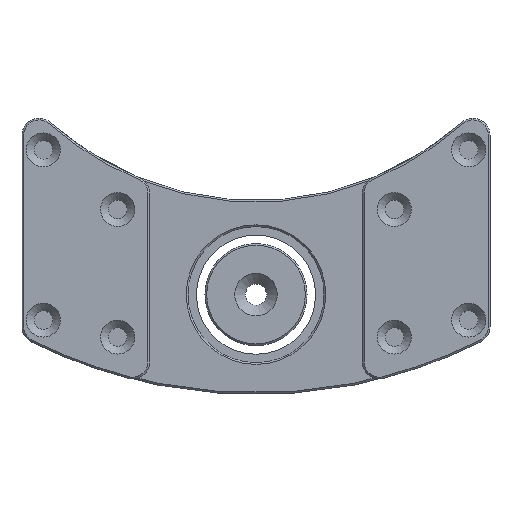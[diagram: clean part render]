
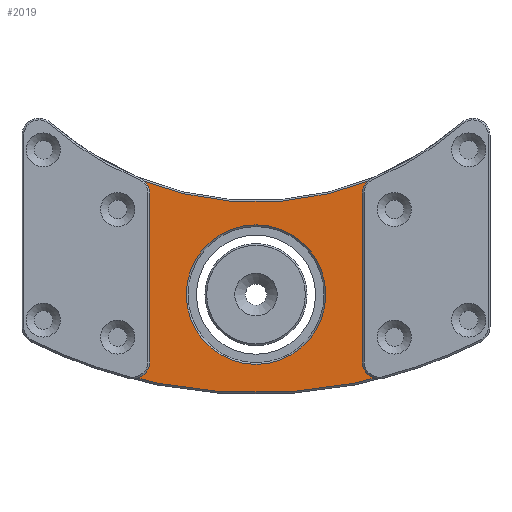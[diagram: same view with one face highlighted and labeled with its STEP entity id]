
A CAD part, top view. The second image highlights one B-rep face of the part: STEP entity #2019.
In plain terms, the highlighted planar face has unit normal (0, 0, 1).
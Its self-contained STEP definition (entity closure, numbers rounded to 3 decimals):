
#21=FACE_BOUND('',#566,.T.);
#22=FACE_BOUND('',#567,.T.);
#23=FACE_BOUND('',#568,.T.);
#24=FACE_BOUND('',#569,.T.);
#25=FACE_BOUND('',#570,.T.);
#26=FACE_BOUND('',#571,.T.);
#27=FACE_BOUND('',#572,.T.);
#28=FACE_BOUND('',#573,.T.);
#29=FACE_BOUND('',#574,.T.);
#51=PLANE('',#2178);
#91=LINE('',#3181,#236);
#92=LINE('',#3185,#237);
#93=LINE('',#3211,#238);
#94=LINE('',#3213,#239);
#95=LINE('',#3215,#240);
#96=LINE('',#3221,#241);
#97=LINE('',#3229,#242);
#98=LINE('',#3233,#243);
#236=VECTOR('',#2464,10.);
#237=VECTOR('',#2467,10.);
#238=VECTOR('',#2470,10.);
#239=VECTOR('',#2471,10.);
#240=VECTOR('',#2472,10.);
#241=VECTOR('',#2477,10.);
#242=VECTOR('',#2484,10.);
#243=VECTOR('',#2489,10.);
#426=FACE_OUTER_BOUND('',#565,.T.);
#565=EDGE_LOOP('',(#1373,#1374,#1375,#1376,#1377,#1378,#1379,#1380,#1381,
#1382,#1383,#1384,#1385,#1386,#1387,#1388));
#566=EDGE_LOOP('',(#1389));
#567=EDGE_LOOP('',(#1390));
#568=EDGE_LOOP('',(#1391));
#569=EDGE_LOOP('',(#1392));
#570=EDGE_LOOP('',(#1393));
#571=EDGE_LOOP('',(#1394));
#572=EDGE_LOOP('',(#1395));
#573=EDGE_LOOP('',(#1396));
#574=EDGE_LOOP('',(#1397));
#733=CIRCLE('',#2175,73.3);
#735=CIRCLE('',#2179,73.3);
#736=CIRCLE('',#2180,3.6);
#737=CIRCLE('',#2181,3.6);
#738=CIRCLE('',#2182,118.133);
#739=CIRCLE('',#2183,3.6);
#740=CIRCLE('',#2184,3.6);
#741=CIRCLE('',#2185,73.3);
#742=CIRCLE('',#2186,2.9);
#743=CIRCLE('',#2187,2.9);
#744=CIRCLE('',#2188,2.9);
#745=CIRCLE('',#2189,2.9);
#746=CIRCLE('',#2190,2.9);
#747=CIRCLE('',#2191,2.9);
#748=CIRCLE('',#2192,2.9);
#749=CIRCLE('',#2193,2.9);
#750=CIRCLE('',#2194,16.4);
#886=VERTEX_POINT('',#3165);
#889=VERTEX_POINT('',#3173);
#890=VERTEX_POINT('',#3180);
#891=VERTEX_POINT('',#3182);
#892=VERTEX_POINT('',#3184);
#894=VERTEX_POINT('',#3210);
#895=VERTEX_POINT('',#3212);
#896=VERTEX_POINT('',#3214);
#897=VERTEX_POINT('',#3216);
#898=VERTEX_POINT('',#3218);
#899=VERTEX_POINT('',#3220);
#900=VERTEX_POINT('',#3222);
#901=VERTEX_POINT('',#3224);
#902=VERTEX_POINT('',#3226);
#903=VERTEX_POINT('',#3228);
#904=VERTEX_POINT('',#3230);
#905=VERTEX_POINT('',#3234);
#906=VERTEX_POINT('',#3236);
#907=VERTEX_POINT('',#3238);
#908=VERTEX_POINT('',#3240);
#909=VERTEX_POINT('',#3242);
#910=VERTEX_POINT('',#3244);
#911=VERTEX_POINT('',#3246);
#912=VERTEX_POINT('',#3248);
#913=VERTEX_POINT('',#3250);
#1067=EDGE_CURVE('',#889,#886,#733,.T.);
#1068=EDGE_CURVE('',#890,#886,#91,.T.);
#1070=EDGE_CURVE('',#892,#891,#92,.T.);
#1073=EDGE_CURVE('',#889,#894,#93,.T.);
#1074=EDGE_CURVE('',#894,#895,#94,.T.);
#1075=EDGE_CURVE('',#895,#896,#95,.T.);
#1076=EDGE_CURVE('',#897,#896,#735,.T.);
#1077=EDGE_CURVE('',#898,#897,#736,.T.);
#1078=EDGE_CURVE('',#899,#898,#96,.T.);
#1079=EDGE_CURVE('',#900,#899,#737,.T.);
#1080=EDGE_CURVE('',#901,#900,#738,.T.);
#1081=EDGE_CURVE('',#902,#901,#739,.T.);
#1082=EDGE_CURVE('',#903,#902,#97,.T.);
#1083=EDGE_CURVE('',#904,#903,#740,.T.);
#1084=EDGE_CURVE('',#892,#904,#741,.T.);
#1085=EDGE_CURVE('',#891,#890,#98,.T.);
#1086=EDGE_CURVE('',#905,#905,#742,.T.);
#1087=EDGE_CURVE('',#906,#906,#743,.T.);
#1088=EDGE_CURVE('',#907,#907,#744,.T.);
#1089=EDGE_CURVE('',#908,#908,#745,.T.);
#1090=EDGE_CURVE('',#909,#909,#746,.T.);
#1091=EDGE_CURVE('',#910,#910,#747,.T.);
#1092=EDGE_CURVE('',#911,#911,#748,.T.);
#1093=EDGE_CURVE('',#912,#912,#749,.T.);
#1094=EDGE_CURVE('',#913,#913,#750,.T.);
#1373=ORIENTED_EDGE('',*,*,#1067,.F.);
#1374=ORIENTED_EDGE('',*,*,#1073,.T.);
#1375=ORIENTED_EDGE('',*,*,#1074,.T.);
#1376=ORIENTED_EDGE('',*,*,#1075,.T.);
#1377=ORIENTED_EDGE('',*,*,#1076,.F.);
#1378=ORIENTED_EDGE('',*,*,#1077,.F.);
#1379=ORIENTED_EDGE('',*,*,#1078,.F.);
#1380=ORIENTED_EDGE('',*,*,#1079,.F.);
#1381=ORIENTED_EDGE('',*,*,#1080,.F.);
#1382=ORIENTED_EDGE('',*,*,#1081,.F.);
#1383=ORIENTED_EDGE('',*,*,#1082,.F.);
#1384=ORIENTED_EDGE('',*,*,#1083,.F.);
#1385=ORIENTED_EDGE('',*,*,#1084,.F.);
#1386=ORIENTED_EDGE('',*,*,#1070,.T.);
#1387=ORIENTED_EDGE('',*,*,#1085,.T.);
#1388=ORIENTED_EDGE('',*,*,#1068,.T.);
#1389=ORIENTED_EDGE('',*,*,#1086,.T.);
#1390=ORIENTED_EDGE('',*,*,#1087,.T.);
#1391=ORIENTED_EDGE('',*,*,#1088,.T.);
#1392=ORIENTED_EDGE('',*,*,#1089,.T.);
#1393=ORIENTED_EDGE('',*,*,#1090,.T.);
#1394=ORIENTED_EDGE('',*,*,#1091,.T.);
#1395=ORIENTED_EDGE('',*,*,#1092,.T.);
#1396=ORIENTED_EDGE('',*,*,#1093,.T.);
#1397=ORIENTED_EDGE('',*,*,#1094,.F.);
#2019=ADVANCED_FACE('',(#426,#21,#22,#23,#24,#25,#26,#27,#28,#29),#51,.F.);
#2175=AXIS2_PLACEMENT_3D('',#3178,#2460,#2461);
#2178=AXIS2_PLACEMENT_3D('',#3209,#2468,#2469);
#2179=AXIS2_PLACEMENT_3D('',#3217,#2473,#2474);
#2180=AXIS2_PLACEMENT_3D('',#3219,#2475,#2476);
#2181=AXIS2_PLACEMENT_3D('',#3223,#2478,#2479);
#2182=AXIS2_PLACEMENT_3D('',#3225,#2480,#2481);
#2183=AXIS2_PLACEMENT_3D('',#3227,#2482,#2483);
#2184=AXIS2_PLACEMENT_3D('',#3231,#2485,#2486);
#2185=AXIS2_PLACEMENT_3D('',#3232,#2487,#2488);
#2186=AXIS2_PLACEMENT_3D('',#3235,#2490,#2491);
#2187=AXIS2_PLACEMENT_3D('',#3237,#2492,#2493);
#2188=AXIS2_PLACEMENT_3D('',#3239,#2494,#2495);
#2189=AXIS2_PLACEMENT_3D('',#3241,#2496,#2497);
#2190=AXIS2_PLACEMENT_3D('',#3243,#2498,#2499);
#2191=AXIS2_PLACEMENT_3D('',#3245,#2500,#2501);
#2192=AXIS2_PLACEMENT_3D('',#3247,#2502,#2503);
#2193=AXIS2_PLACEMENT_3D('',#3249,#2504,#2505);
#2194=AXIS2_PLACEMENT_3D('',#3251,#2506,#2507);
#2460=DIRECTION('center_axis',(0.,0.,1.));
#2461=DIRECTION('ref_axis',(-0.754,-0.656,0.));
#2464=DIRECTION('',(0.,1.,0.));
#2467=DIRECTION('',(0.,-1.,0.));
#2468=DIRECTION('center_axis',(0.,0.,-1.));
#2469=DIRECTION('ref_axis',(1.,0.,0.));
#2470=DIRECTION('',(0.,-1.,0.));
#2471=DIRECTION('',(-1.,0.,0.));
#2472=DIRECTION('',(0.,1.,0.));
#2473=DIRECTION('center_axis',(0.,0.,1.));
#2474=DIRECTION('ref_axis',(-0.754,-0.656,0.));
#2475=DIRECTION('center_axis',(0.,0.,-1.));
#2476=DIRECTION('ref_axis',(-0.41,0.912,0.));
#2477=DIRECTION('',(0.,1.,0.));
#2478=DIRECTION('center_axis',(0.,0.,-1.));
#2479=DIRECTION('ref_axis',(-0.85,-0.527,0.));
#2480=DIRECTION('center_axis',(0.,0.,-1.));
#2481=DIRECTION('ref_axis',(-0.464,-0.886,0.));
#2482=DIRECTION('center_axis',(0.,0.,-1.));
#2483=DIRECTION('ref_axis',(0.85,-0.527,0.));
#2484=DIRECTION('',(0.,-1.,0.));
#2485=DIRECTION('center_axis',(0.,0.,-1.));
#2486=DIRECTION('ref_axis',(0.41,0.912,0.));
#2487=DIRECTION('center_axis',(0.,0.,1.));
#2488=DIRECTION('ref_axis',(-0.754,-0.656,0.));
#2489=DIRECTION('',(-1.,0.,0.));
#2490=DIRECTION('center_axis',(0.,0.,-1.));
#2491=DIRECTION('ref_axis',(1.,0.,0.));
#2492=DIRECTION('center_axis',(0.,0.,-1.));
#2493=DIRECTION('ref_axis',(1.,0.,0.));
#2494=DIRECTION('center_axis',(0.,0.,-1.));
#2495=DIRECTION('ref_axis',(1.,0.,0.));
#2496=DIRECTION('center_axis',(0.,0.,-1.));
#2497=DIRECTION('ref_axis',(1.,0.,0.));
#2498=DIRECTION('center_axis',(0.,0.,-1.));
#2499=DIRECTION('ref_axis',(1.,0.,0.));
#2500=DIRECTION('center_axis',(0.,0.,-1.));
#2501=DIRECTION('ref_axis',(1.,0.,0.));
#2502=DIRECTION('center_axis',(0.,0.,-1.));
#2503=DIRECTION('ref_axis',(1.,0.,0.));
#2504=DIRECTION('center_axis',(0.,0.,-1.));
#2505=DIRECTION('ref_axis',(1.,0.,0.));
#2506=DIRECTION('center_axis',(0.,0.,1.));
#2507=DIRECTION('ref_axis',(1.,0.,0.));
#3165=CARTESIAN_POINT('',(38.,-62.681,10.));
#3173=CARTESIAN_POINT('',(-38.,-62.681,10.));
#3178=CARTESIAN_POINT('Origin',(0.,0.,10.));
#3180=CARTESIAN_POINT('',(38.,-105.,10.));
#3181=CARTESIAN_POINT('',(38.,0.,10.));
#3182=CARTESIAN_POINT('',(46.,-105.,10.));
#3184=CARTESIAN_POINT('',(46.,-57.069,10.));
#3185=CARTESIAN_POINT('',(46.,0.,10.));
#3209=CARTESIAN_POINT('Origin',(-55.,0.,10.));
#3210=CARTESIAN_POINT('',(-38.,-105.,10.));
#3211=CARTESIAN_POINT('',(-38.,0.,10.));
#3212=CARTESIAN_POINT('',(-46.,-105.,10.));
#3213=CARTESIAN_POINT('',(-48.5,-105.,10.));
#3214=CARTESIAN_POINT('',(-46.,-57.069,10.));
#3215=CARTESIAN_POINT('',(-46.,0.,10.));
#3216=CARTESIAN_POINT('',(-48.612,-54.861,10.));
#3217=CARTESIAN_POINT('Origin',(0.,0.,10.));
#3218=CARTESIAN_POINT('',(-54.6,-57.555,10.));
#3219=CARTESIAN_POINT('Origin',(-51.,-57.555,10.));
#3220=CARTESIAN_POINT('',(-54.6,-102.551,10.));
#3221=CARTESIAN_POINT('',(-54.6,-23.924,10.));
#3222=CARTESIAN_POINT('',(-52.603,-105.775,10.));
#3223=CARTESIAN_POINT('Origin',(-51.,-102.551,10.));
#3224=CARTESIAN_POINT('',(52.603,-105.775,10.));
#3225=CARTESIAN_POINT('Origin',(0.,0.,10.));
#3226=CARTESIAN_POINT('',(54.6,-102.551,10.));
#3227=CARTESIAN_POINT('Origin',(51.,-102.551,10.));
#3228=CARTESIAN_POINT('',(54.6,-57.555,10.));
#3229=CARTESIAN_POINT('',(54.6,-52.5,10.));
#3230=CARTESIAN_POINT('',(48.612,-54.861,10.));
#3231=CARTESIAN_POINT('Origin',(51.,-57.555,10.));
#3232=CARTESIAN_POINT('Origin',(0.,0.,10.));
#3233=CARTESIAN_POINT('',(-6.5,-105.,10.));
#3234=CARTESIAN_POINT('',(29.6,-105.,10.));
#3235=CARTESIAN_POINT('Origin',(32.5,-105.,10.));
#3236=CARTESIAN_POINT('',(47.1,-61.,10.));
#3237=CARTESIAN_POINT('Origin',(50.,-61.,10.));
#3238=CARTESIAN_POINT('',(-52.9,-61.,10.));
#3239=CARTESIAN_POINT('Origin',(-50.,-61.,10.));
#3240=CARTESIAN_POINT('',(-35.4,-75.,10.));
#3241=CARTESIAN_POINT('Origin',(-32.5,-75.,10.));
#3242=CARTESIAN_POINT('',(29.6,-75.,10.));
#3243=CARTESIAN_POINT('Origin',(32.5,-75.,10.));
#3244=CARTESIAN_POINT('',(47.1,-101.,10.));
#3245=CARTESIAN_POINT('Origin',(50.,-101.,10.));
#3246=CARTESIAN_POINT('',(-52.9,-101.,10.));
#3247=CARTESIAN_POINT('Origin',(-50.,-101.,10.));
#3248=CARTESIAN_POINT('',(-35.4,-105.,10.));
#3249=CARTESIAN_POINT('Origin',(-32.5,-105.,10.));
#3250=CARTESIAN_POINT('',(-16.4,-95.,10.));
#3251=CARTESIAN_POINT('Origin',(0.,-95.,10.));
